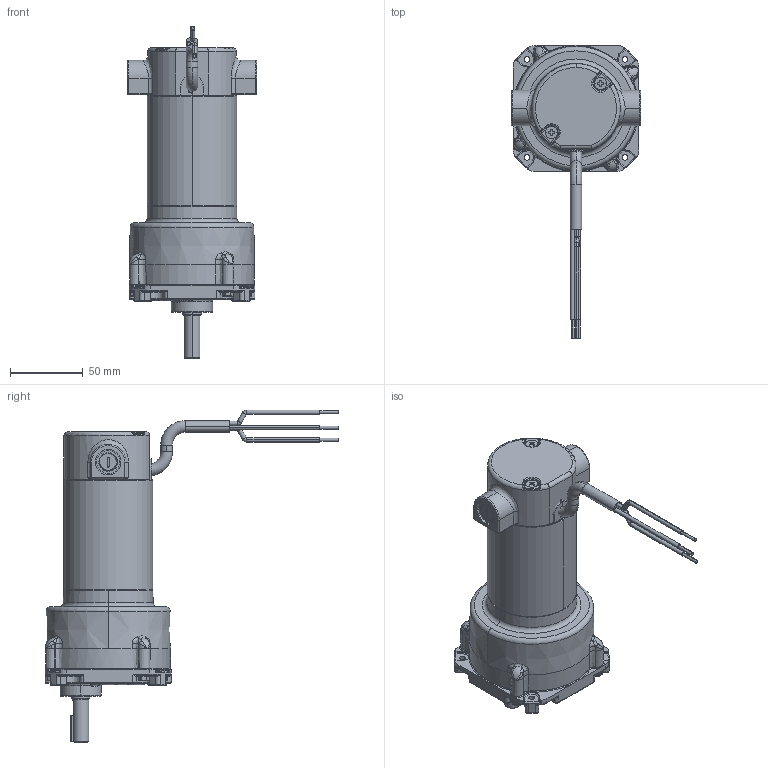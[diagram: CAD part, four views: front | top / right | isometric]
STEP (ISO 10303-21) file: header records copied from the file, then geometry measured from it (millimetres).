
FILE_DESCRIPTION (( 'STEP AP203' ), '1' );
FILE_NAME ('INFM0016.STEP', '2013-03-20T15:20:53', ( 'Admin' ), ( 'Bodine Electric Company' ), 'SwSTEP 2.0', 'SolidWorks 2012', '' );
FILE_SCHEMA (( 'CONFIG_CONTROL_DESIGN' ));
Length unit declared in the file: inch
Products named in the file (1): INFM0016
Bounding box: 88.9 x 201.74 x 228.23 mm (x, y, z)
Volume: 617919 mm3; surface area: 106604.3 mm2
Topology: 23 solids, 24 shells, 1722 faces, 4196 edges, 2495 vertices
Faces by surface type: plane 596, cylinder 479, bspline 291, torus 189, cone 114, sphere 53
Entity records: 62854 total; most frequent: CARTESIAN_POINT 25482, ORIENTED_EDGE 8208, DIRECTION 7398, EDGE_CURVE 4104, AXIS2_PLACEMENT_3D 2955, VERTEX_POINT 2482, EDGE_LOOP 1804, FACE_OUTER_BOUND 1723
